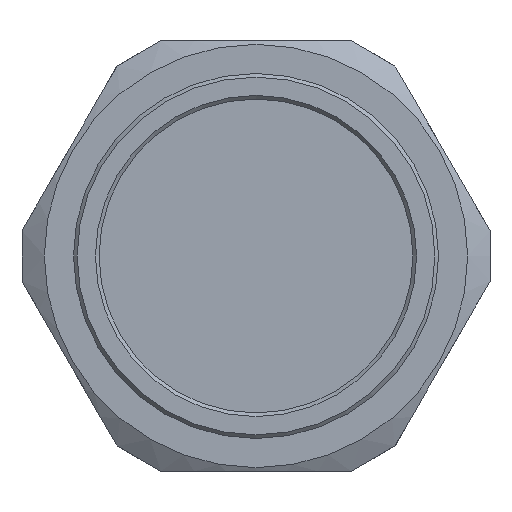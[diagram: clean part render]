
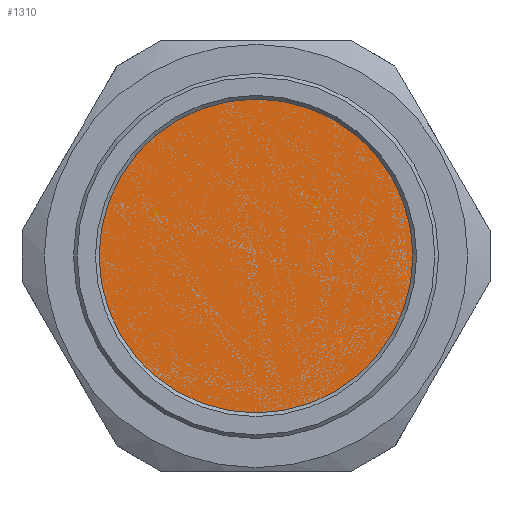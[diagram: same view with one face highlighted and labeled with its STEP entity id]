
A CAD part, front view. The second image highlights one B-rep face of the part: STEP entity #1310.
In plain terms, the highlighted planar face has unit normal (0, 1, 0).
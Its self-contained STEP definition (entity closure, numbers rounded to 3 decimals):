
#432=FACE_OUTER_BOUND('',#511,.T.);
#511=EDGE_LOOP('',(#1191));
#548=CIRCLE('',#1440,25.);
#662=VERTEX_POINT('',#2283);
#839=EDGE_CURVE('',#662,#662,#548,.T.);
#1191=ORIENTED_EDGE('',*,*,#839,.T.);
#1237=PLANE('',#1439);
#1310=ADVANCED_FACE('',(#432),#1237,.T.);
#1439=AXIS2_PLACEMENT_3D('',#2282,#1734,#1735);
#1440=AXIS2_PLACEMENT_3D('',#2284,#1736,#1737);
#1734=DIRECTION('center_axis',(0.,1.,0.));
#1735=DIRECTION('ref_axis',(0.,0.,1.));
#1736=DIRECTION('center_axis',(0.,1.,0.));
#1737=DIRECTION('ref_axis',(1.,0.,0.));
#2282=CARTESIAN_POINT('Origin',(466.574,129.811,336.7));
#2283=CARTESIAN_POINT('',(441.574,129.811,336.7));
#2284=CARTESIAN_POINT('Origin',(466.574,129.811,336.7));
